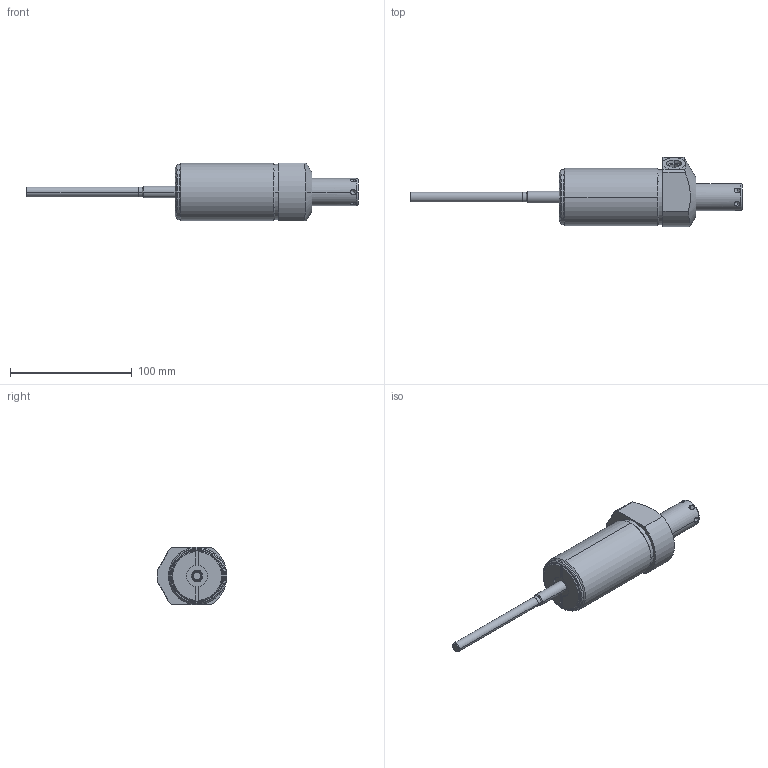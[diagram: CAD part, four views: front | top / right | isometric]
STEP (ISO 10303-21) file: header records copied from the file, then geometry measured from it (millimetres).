
FILE_DESCRIPTION((''),'2;1');
FILE_NAME('ILC14021301LPR','2013-04-04T',('jdw'),(''),'PRO/ENGINEER BY PARAMETRIC TECHNOLOGY CORPORATION, 2007460','PRO/ENGINEER BY PARAMETRIC TECHNOLOGY CORPORATION, 2007460','');
FILE_SCHEMA(('AUTOMOTIVE_DESIGN_CC2 { 1 2 10303 214 -1 1 5 2 }'));
Length unit declared in the file: inch
Products named in the file (1): ILC14021301LPR
Bounding box: 272.47 x 57.15 x 47.37 mm (x, y, z)
Volume: 220860.7 mm3; surface area: 31357.5 mm2
Topology: 1 solids, 3 shells, 103 faces, 258 edges, 157 vertices
Faces by surface type: cone 36, cylinder 36, plane 29, torus 2
Entity records: 4237 total; most frequent: CARTESIAN_POINT 843, DIRECTION 518, ORIENTED_EDGE 480, PRESENTATION_STYLE_ASSIGNMENT 256, STYLED_ITEM 247, CURVE_STYLE 244, EDGE_CURVE 244, AXIS2_PLACEMENT_3D 208
